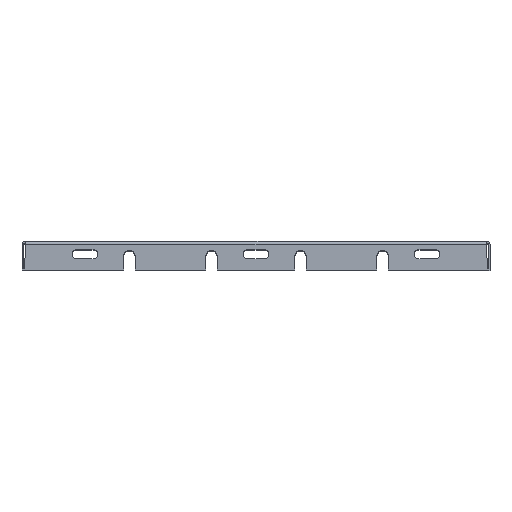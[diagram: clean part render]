
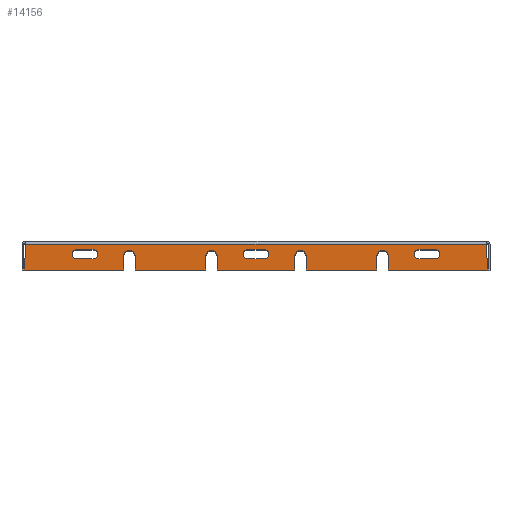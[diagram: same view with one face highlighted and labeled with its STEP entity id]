
A CAD part, top view. The second image highlights one B-rep face of the part: STEP entity #14156.
In plain terms, the highlighted planar face has unit normal (0, 0, 1).
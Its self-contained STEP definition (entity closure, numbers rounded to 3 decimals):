
#4293=DIRECTION('',(1.,0.,0.));
#4294=VECTOR('',#4293,1.13);
#4295=CARTESIAN_POINT('',(-0.565,0.425,16.23));
#4296=LINE('',#4295,#4294);
#4297=CARTESIAN_POINT('',(-0.565,0.1,16.23));
#4298=DIRECTION('',(0.,0.,1.));
#4299=DIRECTION('',(0.,1.,0.));
#4300=AXIS2_PLACEMENT_3D('',#4297,#4298,#4299);
#4302=DIRECTION('',(-1.,0.,0.));
#4303=VECTOR('',#4302,1.13);
#4304=CARTESIAN_POINT('',(0.565,-0.225,16.23));
#4305=LINE('',#4304,#4303);
#4306=CARTESIAN_POINT('',(0.565,0.1,16.23));
#4307=DIRECTION('',(0.,0.,1.));
#4308=DIRECTION('',(0.,-1.,0.));
#4309=AXIS2_PLACEMENT_3D('',#4306,#4307,#4308);
#4311=DIRECTION('',(1.,0.,0.));
#4312=VECTOR('',#4311,1.13);
#4313=CARTESIAN_POINT('',(-12.435,0.425,16.23));
#4314=LINE('',#4313,#4312);
#4315=CARTESIAN_POINT('',(-12.435,0.1,16.23));
#4316=DIRECTION('',(0.,0.,1.));
#4317=DIRECTION('',(0.,1.,0.));
#4318=AXIS2_PLACEMENT_3D('',#4315,#4316,#4317);
#4320=DIRECTION('',(-1.,0.,0.));
#4321=VECTOR('',#4320,1.13);
#4322=CARTESIAN_POINT('',(-11.305,-0.225,16.23));
#4323=LINE('',#4322,#4321);
#4324=CARTESIAN_POINT('',(-11.305,0.1,16.23));
#4325=DIRECTION('',(0.,0.,1.));
#4326=DIRECTION('',(0.,-1.,0.));
#4327=AXIS2_PLACEMENT_3D('',#4324,#4325,#4326);
#4329=DIRECTION('',(1.,0.,0.));
#4330=VECTOR('',#4329,1.13);
#4331=CARTESIAN_POINT('',(11.305,0.425,16.23));
#4332=LINE('',#4331,#4330);
#4333=CARTESIAN_POINT('',(11.305,0.1,16.23));
#4334=DIRECTION('',(0.,0.,1.));
#4335=DIRECTION('',(0.,1.,0.));
#4336=AXIS2_PLACEMENT_3D('',#4333,#4334,#4335);
#4338=DIRECTION('',(-1.,0.,0.));
#4339=VECTOR('',#4338,1.13);
#4340=CARTESIAN_POINT('',(12.435,-0.225,16.23));
#4341=LINE('',#4340,#4339);
#4342=CARTESIAN_POINT('',(12.435,0.1,16.23));
#4343=DIRECTION('',(0.,0.,1.));
#4344=DIRECTION('',(0.,-1.,0.));
#4345=AXIS2_PLACEMENT_3D('',#4342,#4343,#4344);
#4347=CARTESIAN_POINT('',(-8.78,-0.04,16.23));
#4348=DIRECTION('',(0.,0.,-1.));
#4349=DIRECTION('',(-1.,0.,0.));
#4350=AXIS2_PLACEMENT_3D('',#4347,#4348,#4349);
#4352=DIRECTION('',(0.,1.,0.));
#4353=VECTOR('',#4352,0.96);
#4354=CARTESIAN_POINT('',(-9.18,-1.,16.23));
#4355=LINE('',#4354,#4353);
#4356=DIRECTION('',(-0.056,-0.998,0.));
#4357=VECTOR('',#4356,1.803);
#4358=CARTESIAN_POINT('',(-15.97,0.8,16.23));
#4359=LINE('',#4358,#4357);
#4360=DIRECTION('',(-1.,0.,0.));
#4361=VECTOR('',#4360,31.939);
#4362=CARTESIAN_POINT('',(15.97,0.8,16.23));
#4363=LINE('',#4362,#4361);
#4364=DIRECTION('',(0.056,-0.998,0.));
#4365=VECTOR('',#4364,1.803);
#4366=CARTESIAN_POINT('',(15.97,0.8,16.23));
#4367=LINE('',#4366,#4365);
#4368=DIRECTION('',(0.,1.,0.));
#4369=VECTOR('',#4368,0.96);
#4370=CARTESIAN_POINT('',(9.18,-1.,16.23));
#4371=LINE('',#4370,#4369);
#4372=CARTESIAN_POINT('',(8.78,-0.04,16.23));
#4373=DIRECTION('',(0.,0.,1.));
#4374=DIRECTION('',(1.,0.,0.));
#4375=AXIS2_PLACEMENT_3D('',#4372,#4373,#4374);
#4377=DIRECTION('',(0.,1.,0.));
#4378=VECTOR('',#4377,0.96);
#4379=CARTESIAN_POINT('',(8.38,-1.,16.23));
#4380=LINE('',#4379,#4378);
#4381=DIRECTION('',(0.,1.,0.));
#4382=VECTOR('',#4381,0.96);
#4383=CARTESIAN_POINT('',(3.49,-1.,16.23));
#4384=LINE('',#4383,#4382);
#4385=CARTESIAN_POINT('',(3.09,-0.04,16.23));
#4386=DIRECTION('',(0.,0.,1.));
#4387=DIRECTION('',(1.,0.,0.));
#4388=AXIS2_PLACEMENT_3D('',#4385,#4386,#4387);
#4390=DIRECTION('',(0.,1.,0.));
#4391=VECTOR('',#4390,0.96);
#4392=CARTESIAN_POINT('',(2.69,-1.,16.23));
#4393=LINE('',#4392,#4391);
#4394=DIRECTION('',(0.,1.,0.));
#4395=VECTOR('',#4394,0.96);
#4396=CARTESIAN_POINT('',(-2.69,-1.,16.23));
#4397=LINE('',#4396,#4395);
#4398=CARTESIAN_POINT('',(-3.09,-0.04,16.23));
#4399=DIRECTION('',(0.,0.,-1.));
#4400=DIRECTION('',(-1.,0.,0.));
#4401=AXIS2_PLACEMENT_3D('',#4398,#4399,#4400);
#4403=DIRECTION('',(0.,1.,0.));
#4404=VECTOR('',#4403,0.96);
#4405=CARTESIAN_POINT('',(-3.49,-1.,16.23));
#4406=LINE('',#4405,#4404);
#4407=DIRECTION('',(0.,1.,0.));
#4408=VECTOR('',#4407,0.96);
#4409=CARTESIAN_POINT('',(-8.38,-1.,16.23));
#4410=LINE('',#4409,#4408);
#4601=DIRECTION('',(1.,0.,0.));
#4602=VECTOR('',#4601,6.89);
#4603=CARTESIAN_POINT('',(-16.07,-1.,16.23));
#4604=LINE('',#4603,#4602);
#4609=DIRECTION('',(1.,0.,0.));
#4610=VECTOR('',#4609,4.89);
#4611=CARTESIAN_POINT('',(-8.38,-1.,16.23));
#4612=LINE('',#4611,#4610);
#4613=DIRECTION('',(1.,0.,0.));
#4614=VECTOR('',#4613,5.38);
#4615=CARTESIAN_POINT('',(-2.69,-1.,16.23));
#4616=LINE('',#4615,#4614);
#4629=DIRECTION('',(1.,0.,0.));
#4630=VECTOR('',#4629,6.89);
#4631=CARTESIAN_POINT('',(9.18,-1.,16.23));
#4632=LINE('',#4631,#4630);
#4641=DIRECTION('',(-1.,0.,0.));
#4642=VECTOR('',#4641,4.89);
#4643=CARTESIAN_POINT('',(8.38,-1.,16.23));
#4644=LINE('',#4643,#4642);
#8275=CARTESIAN_POINT('',(9.18,-0.04,16.23));
#8276=CARTESIAN_POINT('',(8.38,-0.04,16.23));
#8277=VERTEX_POINT('',#8275);
#8278=VERTEX_POINT('',#8276);
#8279=CARTESIAN_POINT('',(9.18,-1.,16.23));
#8280=VERTEX_POINT('',#8279);
#8281=CARTESIAN_POINT('',(8.38,-1.,16.23));
#8282=VERTEX_POINT('',#8281);
#8283=CARTESIAN_POINT('',(3.49,-0.04,16.23));
#8284=CARTESIAN_POINT('',(2.69,-0.04,16.23));
#8285=VERTEX_POINT('',#8283);
#8286=VERTEX_POINT('',#8284);
#8287=CARTESIAN_POINT('',(3.49,-1.,16.23));
#8288=VERTEX_POINT('',#8287);
#8289=CARTESIAN_POINT('',(2.69,-1.,16.23));
#8290=VERTEX_POINT('',#8289);
#8499=CARTESIAN_POINT('',(-0.565,0.425,16.23));
#8500=CARTESIAN_POINT('',(0.565,0.425,16.23));
#8501=VERTEX_POINT('',#8499);
#8502=VERTEX_POINT('',#8500);
#8503=CARTESIAN_POINT('',(0.565,-0.225,16.23));
#8504=VERTEX_POINT('',#8503);
#8505=CARTESIAN_POINT('',(-0.565,-0.225,16.23));
#8506=VERTEX_POINT('',#8505);
#8507=CARTESIAN_POINT('',(-12.435,0.425,16.23));
#8508=CARTESIAN_POINT('',(-11.305,0.425,16.23));
#8509=VERTEX_POINT('',#8507);
#8510=VERTEX_POINT('',#8508);
#8511=CARTESIAN_POINT('',(-11.305,-0.225,16.23));
#8512=VERTEX_POINT('',#8511);
#8513=CARTESIAN_POINT('',(-12.435,-0.225,16.23));
#8514=VERTEX_POINT('',#8513);
#8515=CARTESIAN_POINT('',(11.305,0.425,16.23));
#8516=CARTESIAN_POINT('',(12.435,0.425,16.23));
#8517=VERTEX_POINT('',#8515);
#8518=VERTEX_POINT('',#8516);
#8519=CARTESIAN_POINT('',(12.435,-0.225,16.23));
#8520=VERTEX_POINT('',#8519);
#8521=CARTESIAN_POINT('',(11.305,-0.225,16.23));
#8522=VERTEX_POINT('',#8521);
#8603=CARTESIAN_POINT('',(15.97,0.8,16.23));
#8604=CARTESIAN_POINT('',(16.07,-1.,16.23));
#8605=VERTEX_POINT('',#8603);
#8606=VERTEX_POINT('',#8604);
#8665=CARTESIAN_POINT('',(-15.97,0.8,16.23));
#8666=CARTESIAN_POINT('',(-16.07,-1.,16.23));
#8667=VERTEX_POINT('',#8665);
#8668=VERTEX_POINT('',#8666);
#8743=CARTESIAN_POINT('',(-9.18,-0.04,16.23));
#8744=CARTESIAN_POINT('',(-8.38,-0.04,16.23));
#8745=VERTEX_POINT('',#8743);
#8746=VERTEX_POINT('',#8744);
#8747=CARTESIAN_POINT('',(-9.18,-1.,16.23));
#8748=VERTEX_POINT('',#8747);
#8749=CARTESIAN_POINT('',(-8.38,-1.,16.23));
#8750=VERTEX_POINT('',#8749);
#8751=CARTESIAN_POINT('',(-3.49,-0.04,16.23));
#8752=CARTESIAN_POINT('',(-2.69,-0.04,16.23));
#8753=VERTEX_POINT('',#8751);
#8754=VERTEX_POINT('',#8752);
#8755=CARTESIAN_POINT('',(-3.49,-1.,16.23));
#8756=VERTEX_POINT('',#8755);
#8757=CARTESIAN_POINT('',(-2.69,-1.,16.23));
#8758=VERTEX_POINT('',#8757);
#14081=CARTESIAN_POINT('',(16.03,0.8,16.23));
#14082=DIRECTION('',(0.,0.,1.));
#14083=DIRECTION('',(0.,-1.,0.));
#14084=AXIS2_PLACEMENT_3D('',#14081,#14082,#14083);
#14085=PLANE('',#14084);
#14087=ORIENTED_EDGE('',*,*,#14086,.F.);
#14089=ORIENTED_EDGE('',*,*,#14088,.F.);
#14091=ORIENTED_EDGE('',*,*,#14090,.F.);
#14092=ORIENTED_EDGE('',*,*,#14071,.F.);
#14093=ORIENTED_EDGE('',*,*,#14023,.F.);
#14095=ORIENTED_EDGE('',*,*,#14094,.T.);
#14097=ORIENTED_EDGE('',*,*,#14096,.F.);
#14099=ORIENTED_EDGE('',*,*,#14098,.T.);
#14101=ORIENTED_EDGE('',*,*,#14100,.T.);
#14103=ORIENTED_EDGE('',*,*,#14102,.F.);
#14105=ORIENTED_EDGE('',*,*,#14104,.T.);
#14107=ORIENTED_EDGE('',*,*,#14106,.T.);
#14109=ORIENTED_EDGE('',*,*,#14108,.T.);
#14111=ORIENTED_EDGE('',*,*,#14110,.F.);
#14113=ORIENTED_EDGE('',*,*,#14112,.F.);
#14115=ORIENTED_EDGE('',*,*,#14114,.T.);
#14117=ORIENTED_EDGE('',*,*,#14116,.F.);
#14119=ORIENTED_EDGE('',*,*,#14118,.F.);
#14121=ORIENTED_EDGE('',*,*,#14120,.F.);
#14123=ORIENTED_EDGE('',*,*,#14122,.T.);
#14124=EDGE_LOOP('',(#14087,#14089,#14091,#14092,#14093,#14095,#14097,#14099,
#14101,#14103,#14105,#14107,#14109,#14111,#14113,#14115,#14117,#14119,#14121,
#14123));
#14125=FACE_OUTER_BOUND('',#14124,.F.);
#14127=ORIENTED_EDGE('',*,*,#14126,.F.);
#14129=ORIENTED_EDGE('',*,*,#14128,.T.);
#14131=ORIENTED_EDGE('',*,*,#14130,.F.);
#14133=ORIENTED_EDGE('',*,*,#14132,.T.);
#14134=EDGE_LOOP('',(#14127,#14129,#14131,#14133));
#14135=FACE_BOUND('',#14134,.F.);
#14137=ORIENTED_EDGE('',*,*,#14136,.F.);
#14139=ORIENTED_EDGE('',*,*,#14138,.T.);
#14141=ORIENTED_EDGE('',*,*,#14140,.F.);
#14143=ORIENTED_EDGE('',*,*,#14142,.T.);
#14144=EDGE_LOOP('',(#14137,#14139,#14141,#14143));
#14145=FACE_BOUND('',#14144,.F.);
#14147=ORIENTED_EDGE('',*,*,#14146,.F.);
#14149=ORIENTED_EDGE('',*,*,#14148,.T.);
#14151=ORIENTED_EDGE('',*,*,#14150,.F.);
#14153=ORIENTED_EDGE('',*,*,#14152,.T.);
#14154=EDGE_LOOP('',(#14147,#14149,#14151,#14153));
#14155=FACE_BOUND('',#14154,.F.);
#4301=CIRCLE('',#4300,0.325);
#4310=CIRCLE('',#4309,0.325);
#4319=CIRCLE('',#4318,0.325);
#4328=CIRCLE('',#4327,0.325);
#4337=CIRCLE('',#4336,0.325);
#4346=CIRCLE('',#4345,0.325);
#4351=CIRCLE('',#4350,0.4);
#4376=CIRCLE('',#4375,0.4);
#4389=CIRCLE('',#4388,0.4);
#4402=CIRCLE('',#4401,0.4);
#14023=EDGE_CURVE('',#8605,#8667,#4363,.T.);
#14071=EDGE_CURVE('',#8667,#8668,#4359,.T.);
#14086=EDGE_CURVE('',#8745,#8746,#4351,.T.);
#14088=EDGE_CURVE('',#8748,#8745,#4355,.T.);
#14090=EDGE_CURVE('',#8668,#8748,#4604,.T.);
#14094=EDGE_CURVE('',#8605,#8606,#4367,.T.);
#14096=EDGE_CURVE('',#8280,#8606,#4632,.T.);
#14098=EDGE_CURVE('',#8280,#8277,#4371,.T.);
#14100=EDGE_CURVE('',#8277,#8278,#4376,.T.);
#14102=EDGE_CURVE('',#8282,#8278,#4380,.T.);
#14104=EDGE_CURVE('',#8282,#8288,#4644,.T.);
#14106=EDGE_CURVE('',#8288,#8285,#4384,.T.);
#14108=EDGE_CURVE('',#8285,#8286,#4389,.T.);
#14110=EDGE_CURVE('',#8290,#8286,#4393,.T.);
#14112=EDGE_CURVE('',#8758,#8290,#4616,.T.);
#14114=EDGE_CURVE('',#8758,#8754,#4397,.T.);
#14116=EDGE_CURVE('',#8753,#8754,#4402,.T.);
#14118=EDGE_CURVE('',#8756,#8753,#4406,.T.);
#14120=EDGE_CURVE('',#8750,#8756,#4612,.T.);
#14122=EDGE_CURVE('',#8750,#8746,#4410,.T.);
#14126=EDGE_CURVE('',#8509,#8510,#4314,.T.);
#14128=EDGE_CURVE('',#8509,#8514,#4319,.T.);
#14130=EDGE_CURVE('',#8512,#8514,#4323,.T.);
#14132=EDGE_CURVE('',#8512,#8510,#4328,.T.);
#14136=EDGE_CURVE('',#8517,#8518,#4332,.T.);
#14138=EDGE_CURVE('',#8517,#8522,#4337,.T.);
#14140=EDGE_CURVE('',#8520,#8522,#4341,.T.);
#14142=EDGE_CURVE('',#8520,#8518,#4346,.T.);
#14146=EDGE_CURVE('',#8501,#8502,#4296,.T.);
#14148=EDGE_CURVE('',#8501,#8506,#4301,.T.);
#14150=EDGE_CURVE('',#8504,#8506,#4305,.T.);
#14152=EDGE_CURVE('',#8504,#8502,#4310,.T.);
#14156=ADVANCED_FACE('',(#14125,#14135,#14145,#14155),#14085,.T.);
